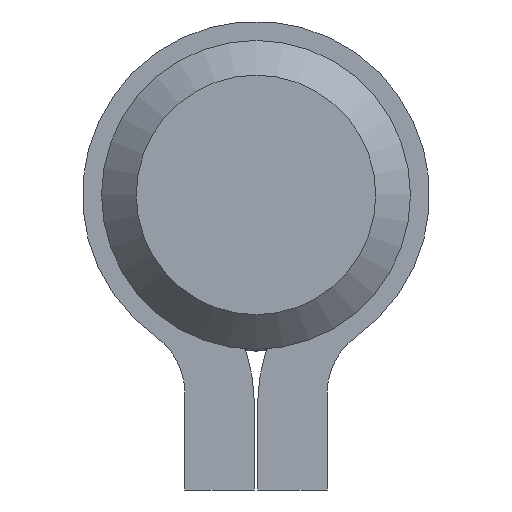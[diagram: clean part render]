
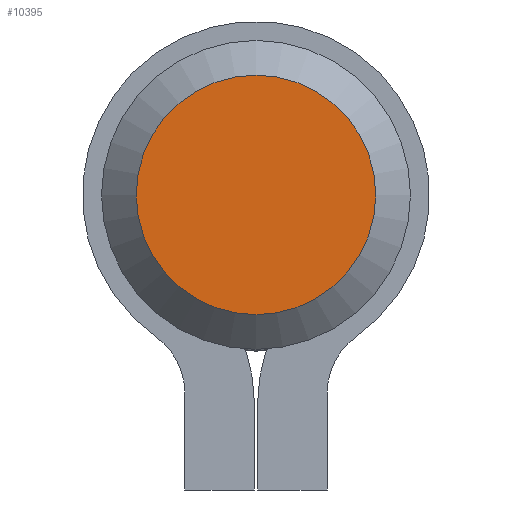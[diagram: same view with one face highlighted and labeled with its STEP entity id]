
A CAD part, front view. The second image highlights one B-rep face of the part: STEP entity #10395.
In plain terms, the highlighted planar face has unit normal (0, -1, 0).
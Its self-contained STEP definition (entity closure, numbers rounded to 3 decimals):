
#617 = AXIS2_PLACEMENT_3D ( 'NONE', #11553, #3523, #10477 ) ;
#3523 = DIRECTION ( 'NONE',  ( 0., 1., 0. ) ) ;
#4176 = DIRECTION ( 'NONE',  ( 0., 0., 1. ) ) ;
#5633 = FACE_OUTER_BOUND ( 'NONE', #9801, .T. ) ;
#5667 = ORIENTED_EDGE ( 'NONE', *, *, #12472, .T. ) ;
#5756 = PLANE ( 'NONE',  #617 ) ;
#7514 = DIRECTION ( 'NONE',  ( 0., -1., 0. ) ) ;
#9105 = VERTEX_POINT ( 'NONE', #14643 ) ;
#9801 = EDGE_LOOP ( 'NONE', ( #5667 ) ) ;
#10223 = CIRCLE ( 'NONE', #12441, 3.45 ) ;
#10395 = ADVANCED_FACE ( 'NONE', ( #5633 ), #5756, .F. ) ;
#10477 = DIRECTION ( 'NONE',  ( 0., 0., 1. ) ) ;
#11553 = CARTESIAN_POINT ( 'NONE',  ( 0., -29., 0. ) ) ;
#12441 = AXIS2_PLACEMENT_3D ( 'NONE', #13168, #7514, #4176 ) ;
#12472 = EDGE_CURVE ( 'NONE', #9105, #9105, #10223, .T. ) ;
#13168 = CARTESIAN_POINT ( 'NONE',  ( 0., -29., 0. ) ) ;
#14643 = CARTESIAN_POINT ( 'NONE',  ( 0., -29., 3.45 ) ) ;
